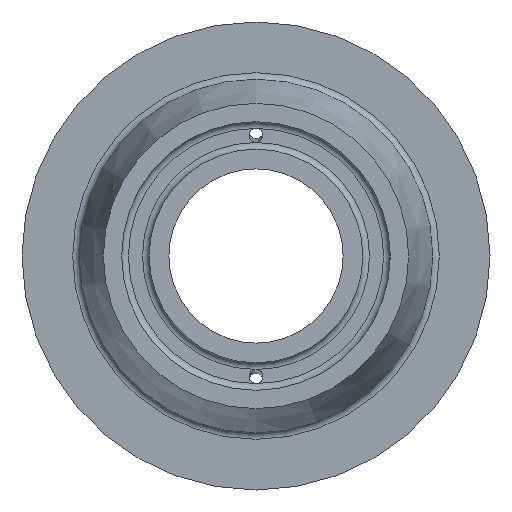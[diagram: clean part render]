
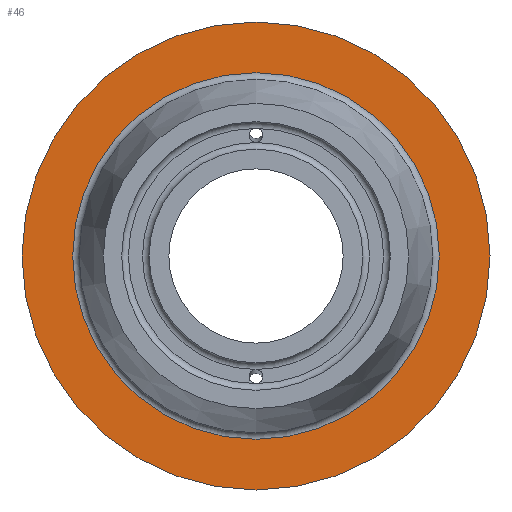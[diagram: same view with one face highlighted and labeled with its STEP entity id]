
A CAD part, left-side view. The second image highlights one B-rep face of the part: STEP entity #46.
In plain terms, the highlighted planar face has unit normal (-1, 0, 0).
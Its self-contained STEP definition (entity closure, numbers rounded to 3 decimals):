
#46 = ADVANCED_FACE( '', ( #101, #102 ), #103, .T. );
#101 = FACE_BOUND( '', #176, .T. );
#102 = FACE_OUTER_BOUND( '', #177, .T. );
#103 = PLANE( '', #178 );
#176 = EDGE_LOOP( '', ( #251 ) );
#177 = EDGE_LOOP( '', ( #252 ) );
#178 = AXIS2_PLACEMENT_3D( '', #253, #254, #255 );
#251 = ORIENTED_EDGE( '', *, *, #342, .T. );
#252 = ORIENTED_EDGE( '', *, *, #343, .F. );
#253 = CARTESIAN_POINT( '', ( 65., 0., 69. ) );
#254 = DIRECTION( '', ( -1., 0., 0. ) );
#255 = DIRECTION( '', ( 0., 0., 1. ) );
#342 = EDGE_CURVE( '', #382, #382, #383, .T. );
#343 = EDGE_CURVE( '', #384, #384, #385, .T. );
#382 = VERTEX_POINT( '', #434 );
#383 = CIRCLE( '', #435, 54.062 );
#384 = VERTEX_POINT( '', #436 );
#385 = CIRCLE( '', #437, 69. );
#434 = CARTESIAN_POINT( '', ( 65., 0., -54.062 ) );
#435 = AXIS2_PLACEMENT_3D( '', #488, #489, #490 );
#436 = CARTESIAN_POINT( '', ( 65., 0., -69. ) );
#437 = AXIS2_PLACEMENT_3D( '', #491, #492, #493 );
#488 = CARTESIAN_POINT( '', ( 65., 0., 0. ) );
#489 = DIRECTION( '', ( 1., 0., 0. ) );
#490 = DIRECTION( '', ( 0., 0., -1. ) );
#491 = CARTESIAN_POINT( '', ( 65., 0., 0. ) );
#492 = DIRECTION( '', ( 1., 0., 0. ) );
#493 = DIRECTION( '', ( 0., 0., -1. ) );
